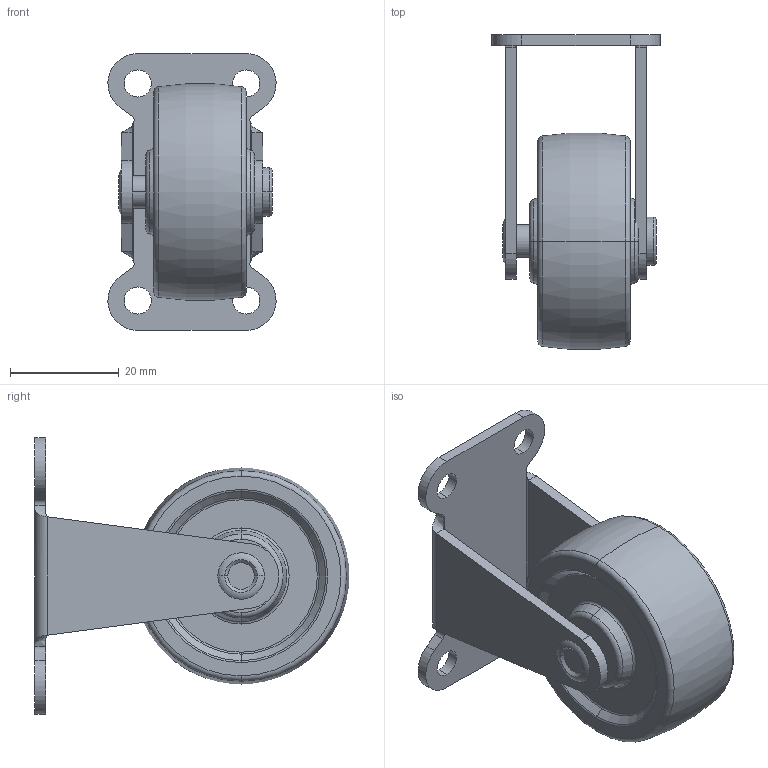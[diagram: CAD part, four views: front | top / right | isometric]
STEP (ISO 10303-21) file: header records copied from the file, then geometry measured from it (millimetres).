
FILE_DESCRIPTION (( 'STEP AP203' ), '1' );
FILE_NAME ('×°ÅäÌå4.STEP', '2026-01-09T05:12:06', ( '' ), ( '' ), 'SwSTEP 2.0', 'SolidWorks 2021', '' );
FILE_SCHEMA (( 'CONFIG_CONTROL_DESIGN' ));
Length unit declared in the file: millimetre
Products named in the file (3): 蚾饜极4; 1.5渡25炵蹈嘐隅殤; 1.5渡晦謫
Assembly tree (2 placements, depth 2):
  蚾饜极4
    1.5渡晦謫
    1.5渡25炵蹈嘐隅殤
Bounding box: 30.98 x 57.96 x 51 mm (x, y, z)
Volume: 25300 mm3; surface area: 11591.3 mm2
Topology: 2 solids, 3 shells, 102 faces, 226 edges, 136 vertices
Faces by surface type: cylinder 34, torus 28, plane 26, cone 10, bspline 4
Entity records: 3381 total; most frequent: CARTESIAN_POINT 729, DIRECTION 552, ORIENTED_EDGE 452, AXIS2_PLACEMENT_3D 239, EDGE_CURVE 226, VERTEX_POINT 136, CIRCLE 136, EDGE_LOOP 122
